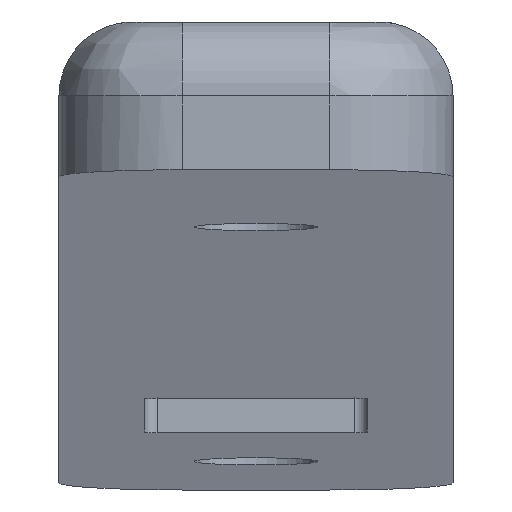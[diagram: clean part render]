
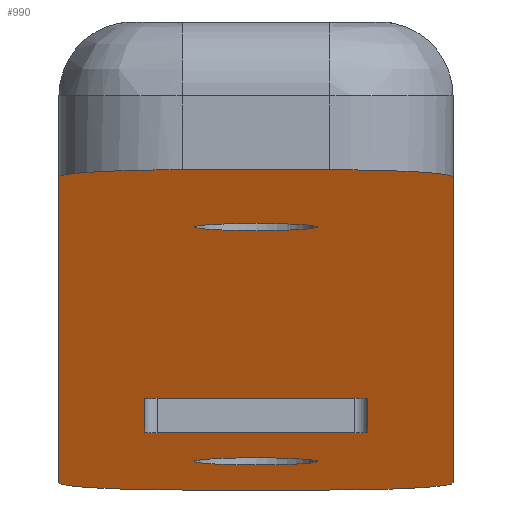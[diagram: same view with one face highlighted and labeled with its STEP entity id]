
A CAD part, left-side view. The second image highlights one B-rep face of the part: STEP entity #990.
In plain terms, the highlighted planar face has unit normal (-0.058, 0, -0.998).
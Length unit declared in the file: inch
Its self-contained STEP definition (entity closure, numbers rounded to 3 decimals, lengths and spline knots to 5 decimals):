
#22=FACE_BOUND('',#181,.T.);
#23=FACE_BOUND('',#182,.T.);
#24=FACE_BOUND('',#183,.T.);
#49=ELLIPSE('',#1096,0.25042,0.25);
#50=ELLIPSE('',#1099,0.25042,0.25);
#51=ELLIPSE('',#1102,0.25042,0.25);
#52=ELLIPSE('',#1105,0.25042,0.25);
#71=PLANE('',#1104);
#122=FACE_OUTER_BOUND('',#180,.T.);
#180=EDGE_LOOP('',(#843,#844,#845,#846,#847,#848,#849,#850));
#181=EDGE_LOOP('',(#851,#852,#853,#854,#855,#856,#857,#858));
#182=EDGE_LOOP('',(#859));
#183=EDGE_LOOP('',(#860));
#212=LINE('',#1456,#293);
#226=LINE('',#1503,#307);
#227=LINE('',#1505,#308);
#236=LINE('',#1534,#317);
#262=LINE('',#1841,#343);
#265=LINE('',#1854,#346);
#268=LINE('',#1881,#349);
#270=LINE('',#1889,#351);
#293=VECTOR('',#1176,0.3937);
#307=VECTOR('',#1226,0.3937);
#308=VECTOR('',#1229,0.3937);
#317=VECTOR('',#1262,0.3937);
#343=VECTOR('',#1344,0.3937);
#346=VECTOR('',#1353,0.3937);
#349=VECTOR('',#1362,0.3937);
#351=VECTOR('',#1366,0.3937);
#361=CIRCLE('',#1037,0.025);
#365=CIRCLE('',#1044,0.025);
#371=CIRCLE('',#1054,0.025);
#374=CIRCLE('',#1064,0.025);
#378=CIRCLE('',#1079,0.125);
#379=CIRCLE('',#1081,0.125);
#413=VERTEX_POINT('',#1449);
#414=VERTEX_POINT('',#1451);
#415=VERTEX_POINT('',#1455);
#420=VERTEX_POINT('',#1468);
#421=VERTEX_POINT('',#1469);
#429=VERTEX_POINT('',#1493);
#430=VERTEX_POINT('',#1494);
#434=VERTEX_POINT('',#1519);
#454=VERTEX_POINT('',#1679);
#456=VERTEX_POINT('',#1745);
#469=VERTEX_POINT('',#1833);
#470=VERTEX_POINT('',#1835);
#471=VERTEX_POINT('',#1839);
#472=VERTEX_POINT('',#1843);
#474=VERTEX_POINT('',#1852);
#477=VERTEX_POINT('',#1874);
#478=VERTEX_POINT('',#1876);
#479=VERTEX_POINT('',#1880);
#510=EDGE_CURVE('',#413,#414,#361,.T.);
#512=EDGE_CURVE('',#415,#414,#212,.T.);
#518=EDGE_CURVE('',#420,#421,#365,.T.);
#530=EDGE_CURVE('',#429,#430,#371,.T.);
#536=EDGE_CURVE('',#413,#421,#226,.T.);
#537=EDGE_CURVE('',#420,#430,#227,.T.);
#544=EDGE_CURVE('',#415,#434,#374,.T.);
#552=EDGE_CURVE('',#429,#434,#236,.T.);
#574=EDGE_CURVE('',#454,#454,#378,.T.);
#578=EDGE_CURVE('',#456,#456,#379,.T.);
#598=EDGE_CURVE('',#469,#470,#49,.T.);
#601=EDGE_CURVE('',#471,#469,#262,.T.);
#603=EDGE_CURVE('',#472,#471,#50,.T.);
#606=EDGE_CURVE('',#472,#474,#265,.T.);
#609=EDGE_CURVE('',#477,#478,#51,.T.);
#611=EDGE_CURVE('',#478,#479,#268,.T.);
#614=EDGE_CURVE('',#470,#477,#270,.T.);
#615=EDGE_CURVE('',#479,#474,#52,.T.);
#843=ORIENTED_EDGE('',*,*,#609,.F.);
#844=ORIENTED_EDGE('',*,*,#614,.F.);
#845=ORIENTED_EDGE('',*,*,#598,.F.);
#846=ORIENTED_EDGE('',*,*,#601,.F.);
#847=ORIENTED_EDGE('',*,*,#603,.F.);
#848=ORIENTED_EDGE('',*,*,#606,.T.);
#849=ORIENTED_EDGE('',*,*,#615,.F.);
#850=ORIENTED_EDGE('',*,*,#611,.F.);
#851=ORIENTED_EDGE('',*,*,#552,.T.);
#852=ORIENTED_EDGE('',*,*,#544,.F.);
#853=ORIENTED_EDGE('',*,*,#512,.T.);
#854=ORIENTED_EDGE('',*,*,#510,.F.);
#855=ORIENTED_EDGE('',*,*,#536,.T.);
#856=ORIENTED_EDGE('',*,*,#518,.F.);
#857=ORIENTED_EDGE('',*,*,#537,.T.);
#858=ORIENTED_EDGE('',*,*,#530,.F.);
#859=ORIENTED_EDGE('',*,*,#574,.T.);
#860=ORIENTED_EDGE('',*,*,#578,.T.);
#990=ADVANCED_FACE('',(#122,#22,#23,#24),#71,.T.);
#1037=AXIS2_PLACEMENT_3D('',#1452,#1171,#1172);
#1044=AXIS2_PLACEMENT_3D('',#1470,#1189,#1190);
#1054=AXIS2_PLACEMENT_3D('',#1495,#1215,#1216);
#1064=AXIS2_PLACEMENT_3D('',#1520,#1246,#1247);
#1079=AXIS2_PLACEMENT_3D('',#1680,#1295,#1296);
#1081=AXIS2_PLACEMENT_3D('',#1746,#1301,#1302);
#1096=AXIS2_PLACEMENT_3D('',#1836,#1338,#1339);
#1099=AXIS2_PLACEMENT_3D('',#1845,#1348,#1349);
#1102=AXIS2_PLACEMENT_3D('',#1877,#1357,#1358);
#1104=AXIS2_PLACEMENT_3D('',#1888,#1364,#1365);
#1105=AXIS2_PLACEMENT_3D('',#1890,#1367,#1368);
#1171=DIRECTION('center_axis',(-0.058,0.,
-0.998));
#1172=DIRECTION('ref_axis',(-0.706,-0.707,0.041));
#1176=DIRECTION('',(0.,-1.,0.));
#1189=DIRECTION('center_axis',(-0.058,0.,
-0.998));
#1190=DIRECTION('ref_axis',(0.706,-0.707,-0.041));
#1215=DIRECTION('center_axis',(-0.058,0.,
-0.998));
#1216=DIRECTION('ref_axis',(0.706,0.707,-0.041));
#1226=DIRECTION('',(0.998,0.,-0.058));
#1229=DIRECTION('',(0.,1.,0.));
#1246=DIRECTION('center_axis',(-0.058,0.,
-0.998));
#1247=DIRECTION('ref_axis',(-0.706,0.707,0.041));
#1262=DIRECTION('',(-0.998,0.,0.058));
#1295=DIRECTION('center_axis',(0.058,0.,
0.998));
#1296=DIRECTION('ref_axis',(-0.998,0.,0.058));
#1301=DIRECTION('center_axis',(0.058,0.,
0.998));
#1302=DIRECTION('ref_axis',(-0.998,0.,0.058));
#1338=DIRECTION('center_axis',(0.058,0.,
0.998));
#1339=DIRECTION('ref_axis',(-0.998,0.,0.058));
#1344=DIRECTION('',(0.,-1.,0.));
#1348=DIRECTION('center_axis',(0.058,0.,
0.998));
#1349=DIRECTION('ref_axis',(-0.998,0.,0.058));
#1353=DIRECTION('',(0.998,0.,-0.058));
#1357=DIRECTION('center_axis',(0.058,0.,
0.998));
#1358=DIRECTION('ref_axis',(0.998,0.,-0.058));
#1362=DIRECTION('',(0.,1.,0.));
#1364=DIRECTION('center_axis',(-0.058,0.,
-0.998));
#1365=DIRECTION('ref_axis',(-0.998,0.,0.058));
#1366=DIRECTION('',(0.998,0.,-0.058));
#1367=DIRECTION('center_axis',(0.058,0.,
0.998));
#1368=DIRECTION('ref_axis',(0.998,0.,-0.058));
#1449=CARTESIAN_POINT('',(1.73229,-2.8009,-1.48357));
#1451=CARTESIAN_POINT('',(1.70733,-2.7759,-1.48212));
#1452=CARTESIAN_POINT('Origin',(1.73229,-2.7759,-1.48357));
#1455=CARTESIAN_POINT('',(1.70733,-2.3741,-1.48212));
#1456=CARTESIAN_POINT('',(1.70733,-2.66205,-1.48212));
#1468=CARTESIAN_POINT('',(2.90531,-2.7759,-1.55182));
#1469=CARTESIAN_POINT('',(2.88035,-2.8009,-1.55037));
#1470=CARTESIAN_POINT('Origin',(2.88035,-2.7759,-1.55037));
#1493=CARTESIAN_POINT('',(2.88035,-2.3491,-1.55037));
#1494=CARTESIAN_POINT('',(2.90531,-2.3741,-1.55182));
#1495=CARTESIAN_POINT('Origin',(2.88035,-2.3741,-1.55037));
#1503=CARTESIAN_POINT('',(3.30463,-2.8009,-1.57505));
#1505=CARTESIAN_POINT('',(2.90531,-2.88795,-1.55182));
#1519=CARTESIAN_POINT('',(1.73229,-2.3491,-1.48357));
#1520=CARTESIAN_POINT('Origin',(1.73229,-2.3741,-1.48357));
#1534=CARTESIAN_POINT('',(3.90362,-2.3491,-1.6099));
#1679=CARTESIAN_POINT('',(4.02841,-2.575,-1.61717));
#1680=CARTESIAN_POINT('Origin',(3.90362,-2.575,-1.6099));
#1745=CARTESIAN_POINT('',(-4.14834,-2.575,-1.14142));
#1746=CARTESIAN_POINT('Origin',(-4.27312,-2.575,-1.13416));
#1833=CARTESIAN_POINT('',(-6.26975,-2.725,-1.01799));
#1835=CARTESIAN_POINT('',(-6.01975,-2.975,-1.03254));
#1836=CARTESIAN_POINT('Origin',(-6.01975,-2.725,-1.03254));
#1839=CARTESIAN_POINT('',(-6.26975,-2.425,-1.01799));
#1841=CARTESIAN_POINT('',(-6.26975,-2.175,-1.01799));
#1843=CARTESIAN_POINT('',(-6.01975,-2.175,-1.03254));
#1845=CARTESIAN_POINT('Origin',(-6.01975,-2.425,-1.03254));
#1852=CARTESIAN_POINT('',(4.65193,-2.175,-1.65344));
#1854=CARTESIAN_POINT('',(2.10901,-2.175,-1.50549));
#1874=CARTESIAN_POINT('',(4.65193,-2.975,-1.65344));
#1876=CARTESIAN_POINT('',(4.90193,-2.725,-1.66799));
#1877=CARTESIAN_POINT('Origin',(4.65193,-2.725,-1.65344));
#1880=CARTESIAN_POINT('',(4.90193,-2.425,-1.66799));
#1881=CARTESIAN_POINT('',(4.90193,-2.975,-1.66799));
#1888=CARTESIAN_POINT('Origin',(4.90193,-2.975,-1.66799));
#1889=CARTESIAN_POINT('',(-6.26975,-2.975,-1.01799));
#1890=CARTESIAN_POINT('Origin',(4.65193,-2.425,-1.65344));
